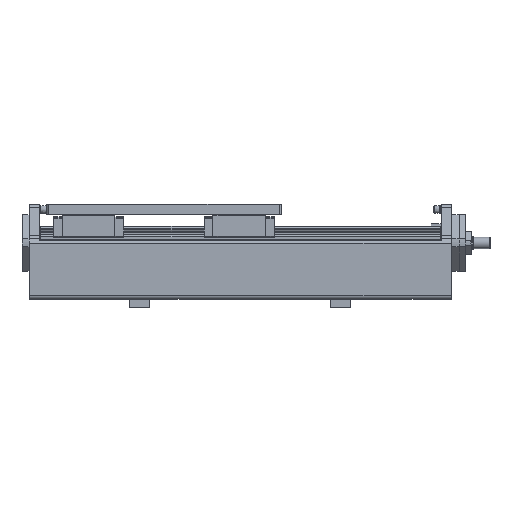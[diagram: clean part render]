
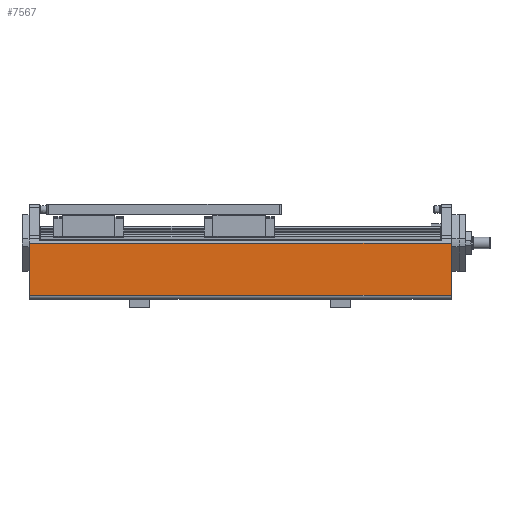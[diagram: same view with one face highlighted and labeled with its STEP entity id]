
A CAD part, left-side view. The second image highlights one B-rep face of the part: STEP entity #7567.
In plain terms, the highlighted planar face has unit normal (-1, 0, 0).
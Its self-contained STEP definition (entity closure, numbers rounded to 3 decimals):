
#7510=CARTESIAN_POINT('',(0.,399.,6.));
#7511=VERTEX_POINT('',#7510);
#7519=CARTESIAN_POINT('',(0.,1029.,6.));
#7520=VERTEX_POINT('',#7519);
#7521=CARTESIAN_POINT('',(0.,399.,6.));
#7522=DIRECTION('',(0.0,1.0,0.0));
#7523=VECTOR('',#7522,630.);
#7524=LINE('',#7521,#7523);
#7525=EDGE_CURVE('',#7511,#7520,#7524,.T.);
#7537=CARTESIAN_POINT('',(0.0,1016.5,0.));
#7538=DIRECTION('',(-1.0,0.0,0.0));
#7539=DIRECTION('',(0.0,-1.0,0.0));
#7540=AXIS2_PLACEMENT_3D('',#7537,#7538,#7539);
#7541=PLANE('',#7540);
#7542=CARTESIAN_POINT('',(0.,399.,83.75));
#7543=VERTEX_POINT('',#7542);
#7544=CARTESIAN_POINT('',(0.,1029.,83.75));
#7545=VERTEX_POINT('',#7544);
#7546=CARTESIAN_POINT('',(0.,399.,83.75));
#7547=DIRECTION('',(0.0,1.0,0.0));
#7548=VECTOR('',#7547,630.);
#7549=LINE('',#7546,#7548);
#7550=EDGE_CURVE('',#7543,#7545,#7549,.T.);
#7551=ORIENTED_EDGE('',*,*,#7550,.T.);
#7552=CARTESIAN_POINT('',(0.,1029.,83.75));
#7553=DIRECTION('',(0.0,0.0,-1.0));
#7554=VECTOR('',#7553,77.75);
#7555=LINE('',#7552,#7554);
#7556=EDGE_CURVE('',#7545,#7520,#7555,.T.);
#7557=ORIENTED_EDGE('',*,*,#7556,.T.);
#7558=ORIENTED_EDGE('',*,*,#7525,.F.);
#7559=CARTESIAN_POINT('',(0.,399.,6.));
#7560=DIRECTION('',(0.0,0.0,1.0));
#7561=VECTOR('',#7560,77.75);
#7562=LINE('',#7559,#7561);
#7563=EDGE_CURVE('',#7511,#7543,#7562,.T.);
#7564=ORIENTED_EDGE('',*,*,#7563,.T.);
#7565=EDGE_LOOP('',(#7551,#7557,#7558,#7564));
#7566=FACE_OUTER_BOUND('',#7565,.T.);
#7567=ADVANCED_FACE('',(#7566),#7541,.T.);
